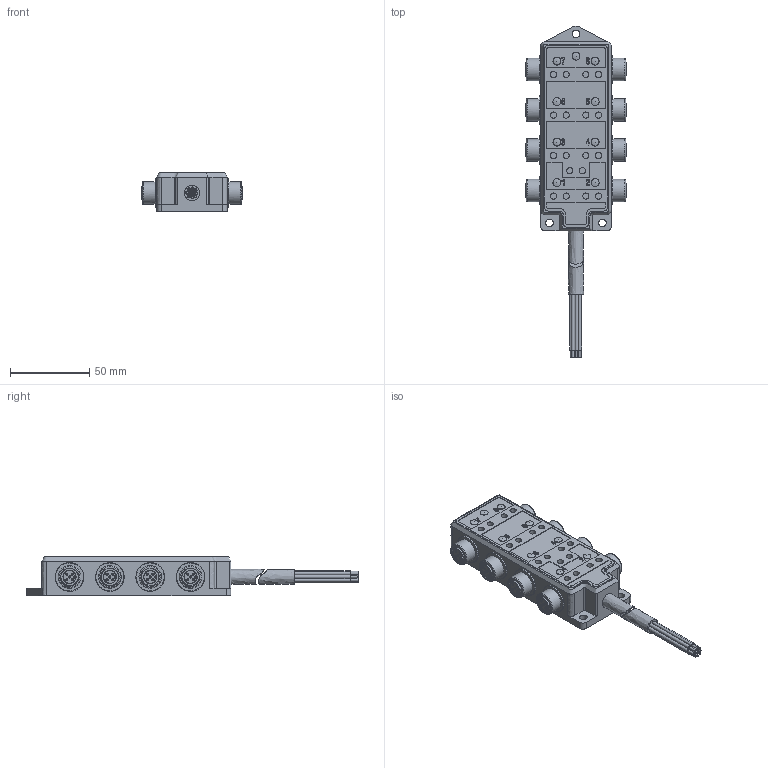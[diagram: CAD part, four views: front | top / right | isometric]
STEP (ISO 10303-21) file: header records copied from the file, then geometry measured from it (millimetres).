
FILE_DESCRIPTION( ('This file contains a STEP AP42 implementation' ,'as created by ZW3D STEP Interface translator.') ,'2;1' );
FILE_NAME( 'ASSR8-5-3XX-59XX.stp' ,'211223.1034 1', (''), ('ZWCAD Software Co.'), 'Version 1.0', 'ZW3D to STEP translator', '' );
FILE_SCHEMA(('AUTOMOTIVE_DESIGN'));
Length unit declared in the file: millimetre
Products named in the file (2): 0; ASSR8-5-3XX-PZ12
Bounding box: 63.5 x 209 x 25 mm (x, y, z)
Volume: 137151.6 mm3; surface area: 33697 mm2
Topology: 2 solids, 2 shells, 871 faces, 2232 edges, 1546 vertices
Faces by surface type: bspline 871
Entity records: 61532 total; most frequent: CARTESIAN_POINT 47672, ORIENTED_EDGE 4402, EDGE_CURVE 2201, VERTEX_POINT 1522, B_SPLINE_CURVE_WITH_KNOTS 1382, EDGE_LOOP 1065, FACE_OUTER_BOUND 871, ADVANCED_FACE 871
